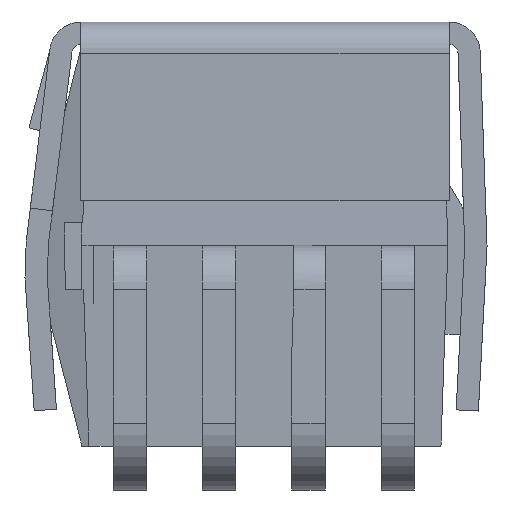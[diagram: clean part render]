
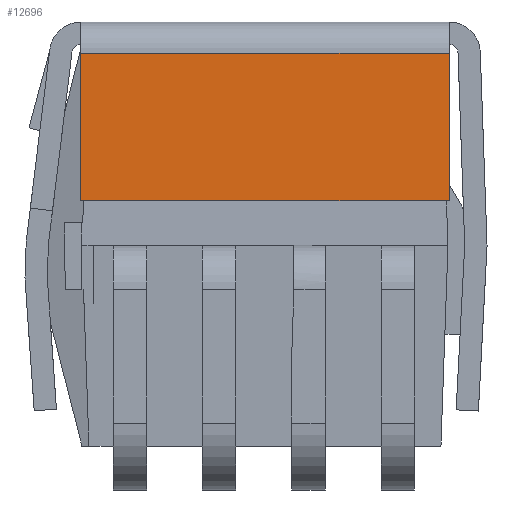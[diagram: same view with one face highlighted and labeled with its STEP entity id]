
A CAD part, left-side view. The second image highlights one B-rep face of the part: STEP entity #12696.
In plain terms, the highlighted planar face has unit normal (-1, 0, 0).
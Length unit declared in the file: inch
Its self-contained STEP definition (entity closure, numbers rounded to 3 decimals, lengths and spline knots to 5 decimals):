
#12657=CARTESIAN_POINT('',(-0.197,-0.0825,0.096));
#12658=DIRECTION('',(-1.0,0.,0.));
#12659=DIRECTION('',(0.,0.,-1.0));
#12660=AXIS2_PLACEMENT_3D('',#12657,#12658,#12659);
#12661=PLANE('',#12660);
#12662=CARTESIAN_POINT('',(-0.197,0.0825,0.096));
#12663=VERTEX_POINT('',#12662);
#12664=CARTESIAN_POINT('',(-0.197,0.0825,0.03));
#12665=VERTEX_POINT('',#12664);
#12666=CARTESIAN_POINT('',(-0.197,0.0825,0.096));
#12667=DIRECTION('',(0.,0.,-1.0));
#12668=VECTOR('',#12667,0.066);
#12669=LINE('',#12666,#12668);
#12670=EDGE_CURVE('',#12663,#12665,#12669,.T.);
#12671=ORIENTED_EDGE('',*,*,#12670,.T.);
#12672=CARTESIAN_POINT('',(-0.197,-0.0825,0.03));
#12673=VERTEX_POINT('',#12672);
#12674=CARTESIAN_POINT('',(-0.197,-0.0825,0.03));
#12675=DIRECTION('',(0.0,1.0,0.0));
#12676=VECTOR('',#12675,0.165);
#12677=LINE('',#12674,#12676);
#12678=EDGE_CURVE('',#12673,#12665,#12677,.T.);
#12679=ORIENTED_EDGE('',*,*,#12678,.F.);
#12680=CARTESIAN_POINT('',(-0.197,-0.0825,0.096));
#12681=VERTEX_POINT('',#12680);
#12682=CARTESIAN_POINT('',(-0.197,-0.0825,0.03));
#12683=DIRECTION('',(0.,0.,1.0));
#12684=VECTOR('',#12683,0.066);
#12685=LINE('',#12682,#12684);
#12686=EDGE_CURVE('',#12673,#12681,#12685,.T.);
#12687=ORIENTED_EDGE('',*,*,#12686,.T.);
#12688=CARTESIAN_POINT('',(-0.197,0.0825,0.096));
#12689=DIRECTION('',(0.0,-1.0,0.0));
#12690=VECTOR('',#12689,0.165);
#12691=LINE('',#12688,#12690);
#12692=EDGE_CURVE('',#12663,#12681,#12691,.T.);
#12693=ORIENTED_EDGE('',*,*,#12692,.F.);
#12694=EDGE_LOOP('',(#12671,#12679,#12687,#12693));
#12695=FACE_OUTER_BOUND('',#12694,.T.);
#12696=ADVANCED_FACE('',(#12695),#12661,.T.);
